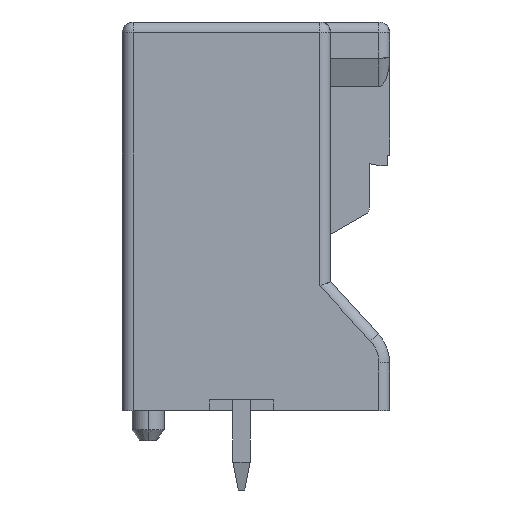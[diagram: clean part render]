
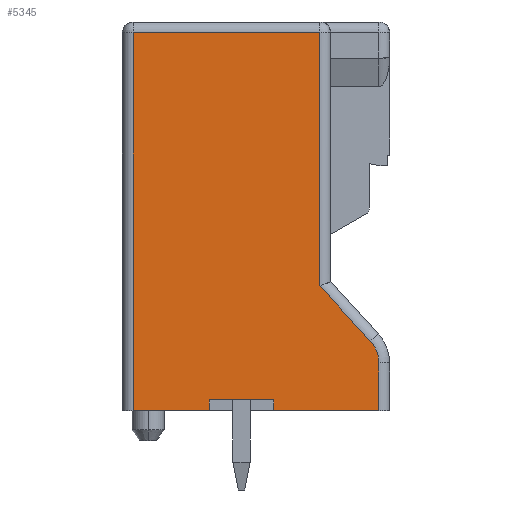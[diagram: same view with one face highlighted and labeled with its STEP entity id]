
A CAD part, left-side view. The second image highlights one B-rep face of the part: STEP entity #5345.
In plain terms, the highlighted planar face has unit normal (-1, 0, 0).
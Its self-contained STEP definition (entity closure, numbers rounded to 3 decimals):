
#5297 = VERTEX_POINT('',#5298);
#5298 = CARTESIAN_POINT('',(-20.49,-3.675,17.6));
#5320 = EDGE_CURVE('',#5297,#5321,#5323,.T.);
#5321 = VERTEX_POINT('',#5322);
#5322 = CARTESIAN_POINT('',(-20.49,-3.675,5.806));
#5323 = LINE('',#5324,#5325);
#5324 = CARTESIAN_POINT('',(-20.49,-3.675,17.6));
#5325 = VECTOR('',#5326,1.);
#5326 = DIRECTION('',(0.,0.,-1.));
#5345 = ADVANCED_FACE('',(#5346),#5428,.T.);
#5346 = FACE_BOUND('',#5347,.T.);
#5347 = EDGE_LOOP('',(#5348,#5358,#5366,#5375,#5381,#5382,#5390,#5398,
    #5406,#5414,#5422));
#5348 = ORIENTED_EDGE('',*,*,#5349,.F.);
#5349 = EDGE_CURVE('',#5350,#5352,#5354,.T.);
#5350 = VERTEX_POINT('',#5351);
#5351 = CARTESIAN_POINT('',(-20.49,-6.425,0.));
#5352 = VERTEX_POINT('',#5353);
#5353 = CARTESIAN_POINT('',(-20.49,-1.525,0.));
#5354 = LINE('',#5355,#5356);
#5355 = CARTESIAN_POINT('',(-20.49,6.636,0.));
#5356 = VECTOR('',#5357,1.);
#5357 = DIRECTION('',(0.,1.,0.));
#5358 = ORIENTED_EDGE('',*,*,#5359,.F.);
#5359 = EDGE_CURVE('',#5360,#5350,#5362,.T.);
#5360 = VERTEX_POINT('',#5361);
#5361 = CARTESIAN_POINT('',(-20.49,-6.425,2.222));
#5362 = LINE('',#5363,#5364);
#5363 = CARTESIAN_POINT('',(-20.49,-6.425,2.222));
#5364 = VECTOR('',#5365,1.);
#5365 = DIRECTION('',(0.,0.,-1.));
#5366 = ORIENTED_EDGE('',*,*,#5367,.T.);
#5367 = EDGE_CURVE('',#5360,#5368,#5370,.T.);
#5368 = VERTEX_POINT('',#5369);
#5369 = CARTESIAN_POINT('',(-20.49,-6.031,3.236));
#5370 = CIRCLE('',#5371,1.5);
#5371 = AXIS2_PLACEMENT_3D('',#5372,#5373,#5374);
#5372 = CARTESIAN_POINT('',(-20.49,-4.925,2.222));
#5373 = DIRECTION('',(-1.,0.,0.));
#5374 = DIRECTION('',(0.,-1.,0.));
#5375 = ORIENTED_EDGE('',*,*,#5376,.T.);
#5376 = EDGE_CURVE('',#5368,#5321,#5377,.T.);
#5377 = LINE('',#5378,#5379);
#5378 = CARTESIAN_POINT('',(-20.49,-6.031,3.236));
#5379 = VECTOR('',#5380,1.);
#5380 = DIRECTION('',(0.,0.676,0.737));
#5381 = ORIENTED_EDGE('',*,*,#5320,.F.);
#5382 = ORIENTED_EDGE('',*,*,#5383,.F.);
#5383 = EDGE_CURVE('',#5384,#5297,#5386,.T.);
#5384 = VERTEX_POINT('',#5385);
#5385 = CARTESIAN_POINT('',(-20.49,5.025,17.6));
#5386 = LINE('',#5387,#5388);
#5387 = CARTESIAN_POINT('',(-20.49,5.025,17.6));
#5388 = VECTOR('',#5389,1.);
#5389 = DIRECTION('',(0.,-1.,0.));
#5390 = ORIENTED_EDGE('',*,*,#5391,.F.);
#5391 = EDGE_CURVE('',#5392,#5384,#5394,.T.);
#5392 = VERTEX_POINT('',#5393);
#5393 = CARTESIAN_POINT('',(-20.49,5.025,0.));
#5394 = LINE('',#5395,#5396);
#5395 = CARTESIAN_POINT('',(-20.49,5.025,0.));
#5396 = VECTOR('',#5397,1.);
#5397 = DIRECTION('',(0.,0.,1.));
#5398 = ORIENTED_EDGE('',*,*,#5399,.F.);
#5399 = EDGE_CURVE('',#5400,#5392,#5402,.T.);
#5400 = VERTEX_POINT('',#5401);
#5401 = CARTESIAN_POINT('',(-20.49,1.475,0.));
#5402 = LINE('',#5403,#5404);
#5403 = CARTESIAN_POINT('',(-20.49,6.636,0.));
#5404 = VECTOR('',#5405,1.);
#5405 = DIRECTION('',(0.,1.,0.));
#5406 = ORIENTED_EDGE('',*,*,#5407,.F.);
#5407 = EDGE_CURVE('',#5408,#5400,#5410,.T.);
#5408 = VERTEX_POINT('',#5409);
#5409 = CARTESIAN_POINT('',(-20.49,1.475,0.5));
#5410 = LINE('',#5411,#5412);
#5411 = CARTESIAN_POINT('',(-20.49,1.475,20.1));
#5412 = VECTOR('',#5413,1.);
#5413 = DIRECTION('',(0.,0.,-1.));
#5414 = ORIENTED_EDGE('',*,*,#5415,.F.);
#5415 = EDGE_CURVE('',#5416,#5408,#5418,.T.);
#5416 = VERTEX_POINT('',#5417);
#5417 = CARTESIAN_POINT('',(-20.49,-1.525,0.5));
#5418 = LINE('',#5419,#5420);
#5419 = CARTESIAN_POINT('',(-20.49,6.636,0.5));
#5420 = VECTOR('',#5421,1.);
#5421 = DIRECTION('',(0.,1.,0.));
#5422 = ORIENTED_EDGE('',*,*,#5423,.F.);
#5423 = EDGE_CURVE('',#5352,#5416,#5424,.T.);
#5424 = LINE('',#5425,#5426);
#5425 = CARTESIAN_POINT('',(-20.49,-1.525,20.1));
#5426 = VECTOR('',#5427,1.);
#5427 = DIRECTION('',(0.,0.,1.));
#5428 = PLANE('',#5429);
#5429 = AXIS2_PLACEMENT_3D('',#5430,#5431,#5432);
#5430 = CARTESIAN_POINT('',(-20.49,5.326,-0.455));
#5431 = DIRECTION('',(-1.,0.,0.));
#5432 = DIRECTION('',(0.,-1.,0.));
